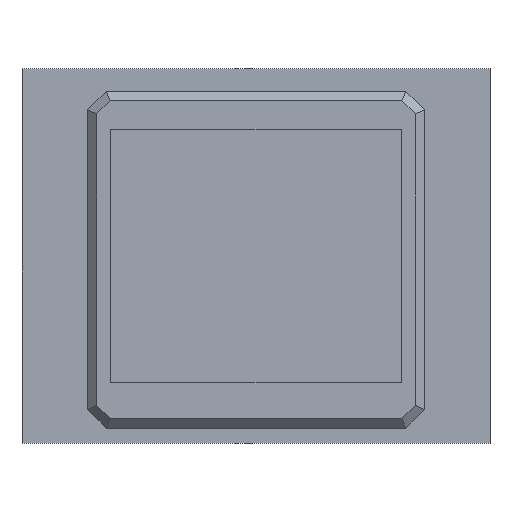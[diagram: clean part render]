
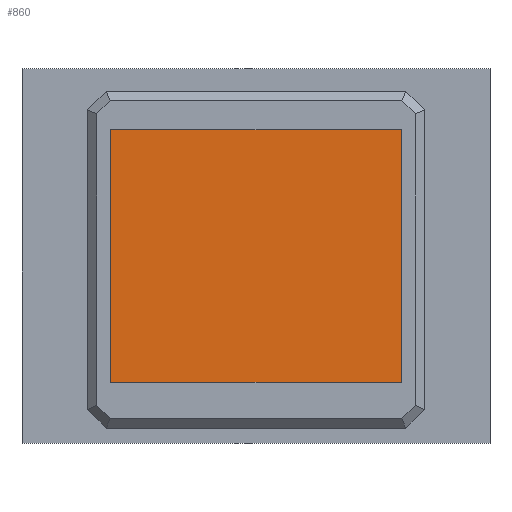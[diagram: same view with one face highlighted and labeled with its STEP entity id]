
A CAD part, top view. The second image highlights one B-rep face of the part: STEP entity #860.
In plain terms, the highlighted planar face has unit normal (0, 0, 1).
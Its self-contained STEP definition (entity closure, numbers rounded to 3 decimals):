
#182=DIRECTION('',(0.,-1.,0.));
#183=VECTOR('',#182,13.5);
#184=CARTESIAN_POINT('',(-7.75,6.75,3.08));
#185=LINE('',#184,#183);
#186=DIRECTION('',(-1.,0.,0.));
#187=VECTOR('',#186,15.5);
#188=CARTESIAN_POINT('',(7.75,6.75,3.08));
#189=LINE('',#188,#187);
#190=DIRECTION('',(0.,1.,0.));
#191=VECTOR('',#190,13.5);
#192=CARTESIAN_POINT('',(7.75,-6.75,3.08));
#193=LINE('',#192,#191);
#194=DIRECTION('',(1.,0.,0.));
#195=VECTOR('',#194,15.5);
#196=CARTESIAN_POINT('',(-7.75,-6.75,3.08));
#197=LINE('',#196,#195);
#466=CARTESIAN_POINT('',(-7.75,6.75,3.08));
#467=CARTESIAN_POINT('',(-7.75,-6.75,3.08));
#468=VERTEX_POINT('',#466);
#469=VERTEX_POINT('',#467);
#470=CARTESIAN_POINT('',(7.75,-6.75,3.08));
#471=VERTEX_POINT('',#470);
#472=CARTESIAN_POINT('',(7.75,6.75,3.08));
#473=VERTEX_POINT('',#472);
#849=CARTESIAN_POINT('',(0.,0.,3.08));
#850=DIRECTION('',(0.,0.,1.));
#851=DIRECTION('',(1.,0.,0.));
#852=AXIS2_PLACEMENT_3D('',#849,#850,#851);
#853=PLANE('',#852);
#854=ORIENTED_EDGE('',*,*,#801,.F.);
#855=ORIENTED_EDGE('',*,*,#816,.F.);
#856=ORIENTED_EDGE('',*,*,#830,.F.);
#857=ORIENTED_EDGE('',*,*,#843,.F.);
#858=EDGE_LOOP('',(#854,#855,#856,#857));
#859=FACE_OUTER_BOUND('',#858,.F.);
#860=ADVANCED_FACE('',(#859),#853,.T.);
#801=EDGE_CURVE('',#468,#469,#185,.T.);
#816=EDGE_CURVE('',#473,#468,#189,.T.);
#830=EDGE_CURVE('',#471,#473,#193,.T.);
#843=EDGE_CURVE('',#469,#471,#197,.T.);
